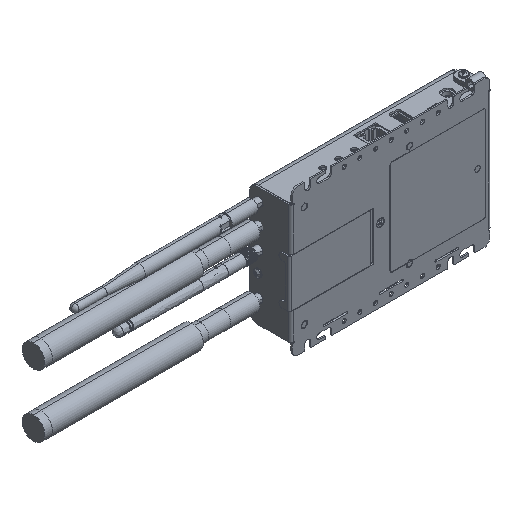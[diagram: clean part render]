
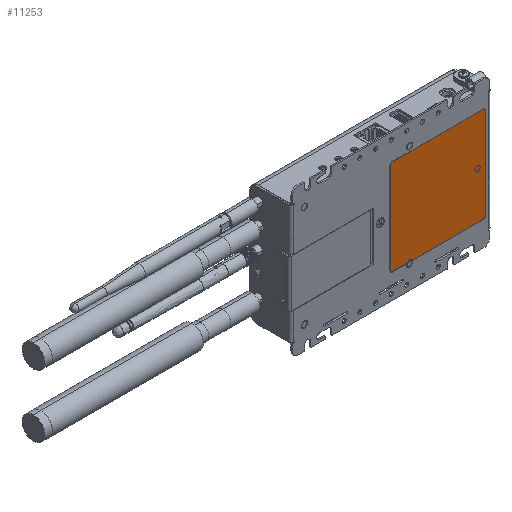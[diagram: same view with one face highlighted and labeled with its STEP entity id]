
A CAD part, isometric view. The second image highlights one B-rep face of the part: STEP entity #11253.
In plain terms, the highlighted planar face has unit normal (0, 1, 0).
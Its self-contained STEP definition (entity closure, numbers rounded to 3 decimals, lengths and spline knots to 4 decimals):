
#440 = CARTESIAN_POINT ( 'NONE',  ( 2.8972, -0.3554, -1.5128 ) ) ;
#1352 = EDGE_CURVE ( 'NONE', #15733, #47096, #36968, .T. ) ;
#1585 = DIRECTION ( 'NONE',  ( 0., 0., 1. ) ) ;
#3666 = CARTESIAN_POINT ( 'NONE',  ( 0.0152, -0.3554, 1.4872 ) ) ;
#3839 = CARTESIAN_POINT ( 'NONE',  ( -0.0275, -0.3554, 1.4626 ) ) ;
#4559 = B_SPLINE_CURVE_WITH_KNOTS ( 'NONE', 3,
 ( #6982, #32471, #19977, #20315, #45070, #49408, #41372, #12074, #3839, #16480, #45587, #40852, #53034, #53561, #28303, #49062, #3666, #7518 ),
 .UNSPECIFIED., .F., .F.,
 ( 4, 1, 1, 2, 2, 2, 1, 1, 2, 2, 4 ),
 ( 0., 0.125, 0.1875, 0.2187, 0.25, 0.5, 0.625, 0.6875, 0.7187, 0.75, 1. ),
 .UNSPECIFIED. ) ;
#5148 = VERTEX_POINT ( 'NONE', #39955 ) ;
#5444 = CARTESIAN_POINT ( 'NONE',  ( 1.4602, -0.3554, -0.0128 ) ) ;
#6982 = CARTESIAN_POINT ( 'NONE',  ( -0.0398, -0.3554, 1.4242 ) ) ;
#7034 = ORIENTED_EDGE ( 'NONE', *, *, #51946, .T. ) ;
#7209 = DIRECTION ( 'NONE',  ( 0., 1., 0. ) ) ;
#7280 = CARTESIAN_POINT ( 'NONE',  ( 2.9602, -0.3554, 1.4242 ) ) ;
#7518 = CARTESIAN_POINT ( 'NONE',  ( 0.0232, -0.3554, 1.4872 ) ) ;
#7651 = CARTESIAN_POINT ( 'NONE',  ( 2.9071, -0.3554, 1.4866 ) ) ;
#7823 = CARTESIAN_POINT ( 'NONE',  ( 2.9284, -0.3554, 1.4795 ) ) ;
#8165 = VERTEX_POINT ( 'NONE', #31271 ) ;
#8345 = EDGE_LOOP ( 'NONE', ( #41114, #7034, #42246, #34591, #53951, #34444, #43731, #45416 ) ) ;
#9994 = AXIS2_PLACEMENT_3D ( 'NONE', #31616, #7209, #32178 ) ;
#10753 = DIRECTION ( 'NONE',  ( 0., 1., 0. ) ) ;
#11016 = CIRCLE ( 'NONE', #42996, 0.063 ) ;
#11253 = ADVANCED_FACE ( 'NONE', ( #42331 ), #14054, .T. ) ;
#11973 = VERTEX_POINT ( 'NONE', #36889 ) ;
#12074 = CARTESIAN_POINT ( 'NONE',  ( -0.0322, -0.3554, 1.4554 ) ) ;
#12210 = CARTESIAN_POINT ( 'NONE',  ( 2.9012, -0.3554, 1.4872 ) ) ;
#12230 = VECTOR ( 'NONE', #1585, 39.3701 ) ;
#14054 = PLANE ( 'NONE',  #23519 ) ;
#15733 = VERTEX_POINT ( 'NONE', #17540 ) ;
#16084 = CARTESIAN_POINT ( 'NONE',  ( 2.9356, -0.3554, 1.4748 ) ) ;
#16439 = CARTESIAN_POINT ( 'NONE',  ( 2.9166, -0.3554, 1.4841 ) ) ;
#16480 = CARTESIAN_POINT ( 'NONE',  ( -0.0183, -0.3554, 1.4718 ) ) ;
#16998 = EDGE_CURVE ( 'NONE', #5148, #27864, #50830, .T. ) ;
#17540 = CARTESIAN_POINT ( 'NONE',  ( 0.0232, -0.3554, 1.4872 ) ) ;
#18220 = CARTESIAN_POINT ( 'NONE',  ( -0.0398, -0.3554, -0.0128 ) ) ;
#19977 = CARTESIAN_POINT ( 'NONE',  ( -0.0393, -0.3554, 1.4341 ) ) ;
#20315 = CARTESIAN_POINT ( 'NONE',  ( -0.0377, -0.3554, 1.4408 ) ) ;
#20455 = CARTESIAN_POINT ( 'NONE',  ( 2.9526, -0.3554, 1.4542 ) ) ;
#20522 = CARTESIAN_POINT ( 'NONE',  ( 1.4602, -0.3554, 1.4872 ) ) ;
#20625 = CARTESIAN_POINT ( 'NONE',  ( 2.9554, -0.3554, 1.4483 ) ) ;
#20798 = CARTESIAN_POINT ( 'NONE',  ( 2.9185, -0.3554, 1.4834 ) ) ;
#22674 = LINE ( 'NONE', #18220, #12230 ) ;
#23519 = AXIS2_PLACEMENT_3D ( 'NONE', #5444, #26609, #38623 ) ;
#23592 = CARTESIAN_POINT ( 'NONE',  ( 2.8972, -0.3554, 1.4872 ) ) ;
#23947 = VERTEX_POINT ( 'NONE', #7280 ) ;
#24311 = DIRECTION ( 'NONE',  ( 0., 0., -1. ) ) ;
#24480 = B_SPLINE_CURVE_WITH_KNOTS ( 'NONE', 3,
 ( #28607, #12210, #7651, #37520, #16439, #20798, #40990, #7823, #16084, #24977, #45207, #20455, #45554, #49545, #20625, #33343, #53691, #24788 ),
 .UNSPECIFIED., .F., .F.,
 ( 4, 1, 1, 2, 2, 2, 1, 1, 2, 2, 4 ),
 ( 0., 0.125, 0.1875, 0.2188, 0.25, 0.5, 0.625, 0.6875, 0.7188, 0.75, 1. ),
 .UNSPECIFIED. ) ;
#24788 = CARTESIAN_POINT ( 'NONE',  ( 2.9602, -0.3554, 1.4242 ) ) ;
#24977 = CARTESIAN_POINT ( 'NONE',  ( 2.9448, -0.3554, 1.4656 ) ) ;
#25659 = EDGE_CURVE ( 'NONE', #47096, #23947, #24480, .T. ) ;
#26609 = DIRECTION ( 'NONE',  ( 0., 1., 0. ) ) ;
#27384 = CARTESIAN_POINT ( 'NONE',  ( 1.4602, -0.3554, -1.5128 ) ) ;
#27864 = VERTEX_POINT ( 'NONE', #440 ) ;
#28303 = CARTESIAN_POINT ( 'NONE',  ( -0.0009, -0.3554, 1.4824 ) ) ;
#28607 = CARTESIAN_POINT ( 'NONE',  ( 2.8972, -0.3554, 1.4872 ) ) ;
#28668 = CARTESIAN_POINT ( 'NONE',  ( 2.9602, -0.3554, -0.0128 ) ) ;
#30964 = DIRECTION ( 'NONE',  ( -1., 0., 0. ) ) ;
#31271 = CARTESIAN_POINT ( 'NONE',  ( -0.0398, -0.3554, -1.4498 ) ) ;
#31616 = CARTESIAN_POINT ( 'NONE',  ( 2.8972, -0.3554, -1.4498 ) ) ;
#32178 = DIRECTION ( 'NONE',  ( -1., 0., 0. ) ) ;
#32471 = CARTESIAN_POINT ( 'NONE',  ( -0.0398, -0.3554, 1.4282 ) ) ;
#32867 = LINE ( 'NONE', #28668, #34166 ) ;
#33053 = DIRECTION ( 'NONE',  ( 1., 0., 0. ) ) ;
#33082 = LINE ( 'NONE', #27384, #41522 ) ;
#33343 = CARTESIAN_POINT ( 'NONE',  ( 2.9587, -0.3554, 1.4399 ) ) ;
#34166 = VECTOR ( 'NONE', #24311, 39.3701 ) ;
#34372 = CARTESIAN_POINT ( 'NONE',  ( -0.0398, -0.3554, 1.4242 ) ) ;
#34444 = ORIENTED_EDGE ( 'NONE', *, *, #45148, .T. ) ;
#34591 = ORIENTED_EDGE ( 'NONE', *, *, #1352, .T. ) ;
#36889 = CARTESIAN_POINT ( 'NONE',  ( 0.0232, -0.3554, -1.5128 ) ) ;
#36968 = LINE ( 'NONE', #20522, #51245 ) ;
#37520 = CARTESIAN_POINT ( 'NONE',  ( 2.9138, -0.3554, 1.485 ) ) ;
#38623 = DIRECTION ( 'NONE',  ( -1., 0., 0. ) ) ;
#39172 = CARTESIAN_POINT ( 'NONE',  ( 0.0232, -0.3554, -1.4498 ) ) ;
#39955 = CARTESIAN_POINT ( 'NONE',  ( 2.9602, -0.3554, -1.4498 ) ) ;
#40852 = CARTESIAN_POINT ( 'NONE',  ( -0.0069, -0.3554, 1.4796 ) ) ;
#40990 = CARTESIAN_POINT ( 'NONE',  ( 2.9194, -0.3554, 1.4831 ) ) ;
#41114 = ORIENTED_EDGE ( 'NONE', *, *, #50943, .T. ) ;
#41372 = CARTESIAN_POINT ( 'NONE',  ( -0.0358, -0.3554, 1.4463 ) ) ;
#41522 = VECTOR ( 'NONE', #43597, 39.3701 ) ;
#42246 = ORIENTED_EDGE ( 'NONE', *, *, #50694, .T. ) ;
#42331 = FACE_OUTER_BOUND ( 'NONE', #8345, .T. ) ;
#42996 = AXIS2_PLACEMENT_3D ( 'NONE', #39172, #10753, #30964 ) ;
#43597 = DIRECTION ( 'NONE',  ( -1., 0., 0. ) ) ;
#43731 = ORIENTED_EDGE ( 'NONE', *, *, #16998, .T. ) ;
#45070 = CARTESIAN_POINT ( 'NONE',  ( -0.0368, -0.3554, 1.4436 ) ) ;
#45148 = EDGE_CURVE ( 'NONE', #23947, #5148, #32867, .T. ) ;
#45207 = CARTESIAN_POINT ( 'NONE',  ( 2.9488, -0.3554, 1.4607 ) ) ;
#45416 = ORIENTED_EDGE ( 'NONE', *, *, #51487, .T. ) ;
#45554 = CARTESIAN_POINT ( 'NONE',  ( 2.954, -0.3554, 1.4513 ) ) ;
#45587 = CARTESIAN_POINT ( 'NONE',  ( -0.0133, -0.3554, 1.4758 ) ) ;
#47096 = VERTEX_POINT ( 'NONE', #23592 ) ;
#49062 = CARTESIAN_POINT ( 'NONE',  ( 0.0074, -0.3554, 1.4857 ) ) ;
#49408 = CARTESIAN_POINT ( 'NONE',  ( -0.0361, -0.3554, 1.4455 ) ) ;
#49545 = CARTESIAN_POINT ( 'NONE',  ( 2.9549, -0.3554, 1.4494 ) ) ;
#50694 = EDGE_CURVE ( 'NONE', #53044, #15733, #4559, .T. ) ;
#50830 = CIRCLE ( 'NONE', #9994, 0.063 ) ;
#50943 = EDGE_CURVE ( 'NONE', #11973, #8165, #11016, .T. ) ;
#51245 = VECTOR ( 'NONE', #33053, 39.3701 ) ;
#51487 = EDGE_CURVE ( 'NONE', #27864, #11973, #33082, .T. ) ;
#51946 = EDGE_CURVE ( 'NONE', #8165, #53044, #22674, .T. ) ;
#53034 = CARTESIAN_POINT ( 'NONE',  ( -0.004, -0.3554, 1.481 ) ) ;
#53044 = VERTEX_POINT ( 'NONE', #34372 ) ;
#53561 = CARTESIAN_POINT ( 'NONE',  ( -0.002, -0.3554, 1.4819 ) ) ;
#53691 = CARTESIAN_POINT ( 'NONE',  ( 2.9602, -0.3554, 1.4322 ) ) ;
#53951 = ORIENTED_EDGE ( 'NONE', *, *, #25659, .T. ) ;
